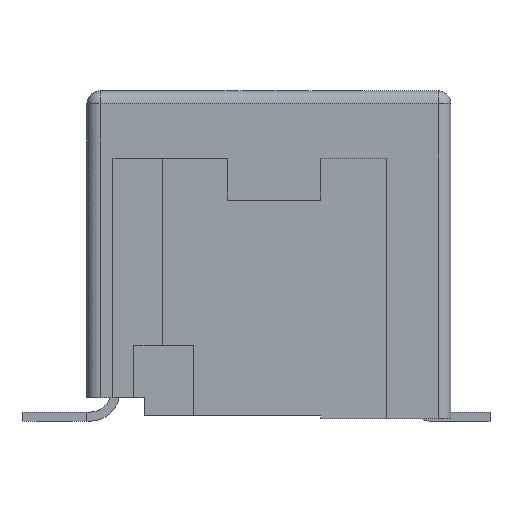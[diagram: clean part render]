
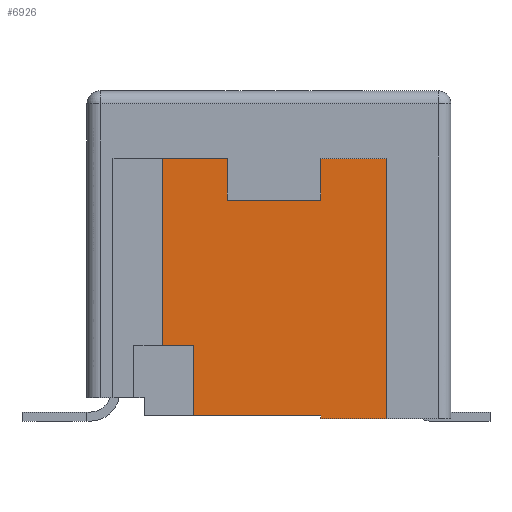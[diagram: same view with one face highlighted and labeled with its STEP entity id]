
A CAD part, left-side view. The second image highlights one B-rep face of the part: STEP entity #6926.
In plain terms, the highlighted planar face has unit normal (-1, 0, 0).
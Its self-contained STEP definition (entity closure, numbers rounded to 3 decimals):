
#190 = CARTESIAN_POINT ( 'NONE',  ( -6.675, 4.1, -9.8 ) ) ;
#404 = LINE ( 'NONE', #7204, #1530 ) ;
#438 = CARTESIAN_POINT ( 'NONE',  ( -6.675, 1.6, -2.6 ) ) ;
#507 = VECTOR ( 'NONE', #9371, 1000. ) ;
#569 = DIRECTION ( 'NONE',  ( 0., 0., 1. ) ) ;
#964 = VECTOR ( 'NONE', #10628, 1000. ) ;
#1150 = CARTESIAN_POINT ( 'NONE',  ( -6.675, 4.1, -9.8 ) ) ;
#1343 = CARTESIAN_POINT ( 'NONE',  ( -6.675, -2., -4.2 ) ) ;
#1398 = LINE ( 'NONE', #7791, #3297 ) ;
#1530 = VECTOR ( 'NONE', #5431, 1000. ) ;
#1819 = CARTESIAN_POINT ( 'NONE',  ( -6.675, -4.5, -2.6 ) ) ;
#1936 = ORIENTED_EDGE ( 'NONE', *, *, #2950, .T. ) ;
#1957 = VERTEX_POINT ( 'NONE', #4615 ) ;
#2110 = LINE ( 'NONE', #3632, #11224 ) ;
#2118 = LINE ( 'NONE', #5277, #964 ) ;
#2184 = VERTEX_POINT ( 'NONE', #7725 ) ;
#2242 = DIRECTION ( 'NONE',  ( 0., 0., 1. ) ) ;
#2268 = LINE ( 'NONE', #7034, #3865 ) ;
#2379 = VERTEX_POINT ( 'NONE', #6998 ) ;
#2429 = ORIENTED_EDGE ( 'NONE', *, *, #5955, .F. ) ;
#2596 = VERTEX_POINT ( 'NONE', #10059 ) ;
#2700 = ORIENTED_EDGE ( 'NONE', *, *, #5740, .F. ) ;
#2950 = EDGE_CURVE ( 'NONE', #1957, #4299, #3728, .T. ) ;
#3016 = AXIS2_PLACEMENT_3D ( 'NONE', #7031, #8829, #11526 ) ;
#3044 = VERTEX_POINT ( 'NONE', #6348 ) ;
#3107 = CARTESIAN_POINT ( 'NONE',  ( -6.675, -2., -2.6 ) ) ;
#3208 = LINE ( 'NONE', #3107, #10718 ) ;
#3230 = ORIENTED_EDGE ( 'NONE', *, *, #7636, .F. ) ;
#3246 = LINE ( 'NONE', #1150, #7192 ) ;
#3294 = VECTOR ( 'NONE', #9056, 1000. ) ;
#3297 = VECTOR ( 'NONE', #8721, 1000. ) ;
#3354 = ORIENTED_EDGE ( 'NONE', *, *, #10219, .T. ) ;
#3632 = CARTESIAN_POINT ( 'NONE',  ( -6.675, -2., -12.6 ) ) ;
#3728 = LINE ( 'NONE', #7230, #3294 ) ;
#3741 = LINE ( 'NONE', #190, #8980 ) ;
#3833 = CARTESIAN_POINT ( 'NONE',  ( -6.675, 4.1, -2.6 ) ) ;
#3865 = VECTOR ( 'NONE', #569, 1000. ) ;
#3981 = EDGE_CURVE ( 'NONE', #10502, #2596, #3246, .T. ) ;
#3982 = CARTESIAN_POINT ( 'NONE',  ( -6.675, -2., -12.5 ) ) ;
#3987 = LINE ( 'NONE', #4693, #8215 ) ;
#4213 = VERTEX_POINT ( 'NONE', #8847 ) ;
#4286 = VECTOR ( 'NONE', #4620, 1000. ) ;
#4299 = VERTEX_POINT ( 'NONE', #1819 ) ;
#4586 = EDGE_CURVE ( 'NONE', #2379, #5118, #3208, .T. ) ;
#4615 = CARTESIAN_POINT ( 'NONE',  ( -6.675, -4.5, -12.6 ) ) ;
#4620 = DIRECTION ( 'NONE',  ( 0., -1., 0. ) ) ;
#4693 = CARTESIAN_POINT ( 'NONE',  ( -6.675, 1.6, -2.6 ) ) ;
#4897 = ORIENTED_EDGE ( 'NONE', *, *, #6147, .F. ) ;
#5105 = LINE ( 'NONE', #3833, #507 ) ;
#5118 = VERTEX_POINT ( 'NONE', #1343 ) ;
#5277 = CARTESIAN_POINT ( 'NONE',  ( -6.675, -2., -2.6 ) ) ;
#5431 = DIRECTION ( 'NONE',  ( 0., 1., 0. ) ) ;
#5552 = ORIENTED_EDGE ( 'NONE', *, *, #11250, .F. ) ;
#5717 = ORIENTED_EDGE ( 'NONE', *, *, #10463, .F. ) ;
#5740 = EDGE_CURVE ( 'NONE', #7543, #4213, #2268, .T. ) ;
#5936 = ORIENTED_EDGE ( 'NONE', *, *, #9628, .T. ) ;
#5955 = EDGE_CURVE ( 'NONE', #3044, #6167, #2110, .T. ) ;
#6145 = CARTESIAN_POINT ( 'NONE',  ( -6.675, 2.9, -12.5 ) ) ;
#6147 = EDGE_CURVE ( 'NONE', #10150, #2184, #3987, .T. ) ;
#6167 = VERTEX_POINT ( 'NONE', #3982 ) ;
#6173 = ORIENTED_EDGE ( 'NONE', *, *, #3981, .F. ) ;
#6327 = CARTESIAN_POINT ( 'NONE',  ( -6.675, 4.1, -9.8 ) ) ;
#6348 = CARTESIAN_POINT ( 'NONE',  ( -6.675, -2., -12.6 ) ) ;
#6566 = FACE_OUTER_BOUND ( 'NONE', #8995, .T. ) ;
#6926 = ADVANCED_FACE ( 'NONE', ( #6566 ), #11598, .F. ) ;
#6998 = CARTESIAN_POINT ( 'NONE',  ( -6.675, -2., -2.6 ) ) ;
#7031 = CARTESIAN_POINT ( 'NONE',  ( -6.675, 4.1, -12.6 ) ) ;
#7034 = CARTESIAN_POINT ( 'NONE',  ( -6.675, 2.9, -12.5 ) ) ;
#7192 = VECTOR ( 'NONE', #2242, 1000. ) ;
#7204 = CARTESIAN_POINT ( 'NONE',  ( -6.675, -2., -12.5 ) ) ;
#7223 = DIRECTION ( 'NONE',  ( 0., 0., 1. ) ) ;
#7230 = CARTESIAN_POINT ( 'NONE',  ( -6.675, -4.5, -12.6 ) ) ;
#7543 = VERTEX_POINT ( 'NONE', #6145 ) ;
#7636 = EDGE_CURVE ( 'NONE', #2184, #5118, #7944, .T. ) ;
#7725 = CARTESIAN_POINT ( 'NONE',  ( -6.675, 1.6, -4.2 ) ) ;
#7791 = CARTESIAN_POINT ( 'NONE',  ( -6.675, -2., -12.6 ) ) ;
#7944 = LINE ( 'NONE', #10212, #4286 ) ;
#8215 = VECTOR ( 'NONE', #8354, 1000. ) ;
#8354 = DIRECTION ( 'NONE',  ( 0., 0., -1. ) ) ;
#8679 = ORIENTED_EDGE ( 'NONE', *, *, #4586, .T. ) ;
#8721 = DIRECTION ( 'NONE',  ( 0., -1., 0. ) ) ;
#8829 = DIRECTION ( 'NONE',  ( 1., 0., 0. ) ) ;
#8847 = CARTESIAN_POINT ( 'NONE',  ( -6.675, 2.9, -9.8 ) ) ;
#8980 = VECTOR ( 'NONE', #9426, 1000. ) ;
#8995 = EDGE_LOOP ( 'NONE', ( #4897, #5552, #6173, #5936, #2700, #5717, #2429, #3354, #1936, #10109, #8679, #3230 ) ) ;
#9056 = DIRECTION ( 'NONE',  ( 0., 0., 1. ) ) ;
#9371 = DIRECTION ( 'NONE',  ( 0., -1., 0. ) ) ;
#9394 = DIRECTION ( 'NONE',  ( 0., 0., -1. ) ) ;
#9426 = DIRECTION ( 'NONE',  ( 0., -1., 0. ) ) ;
#9628 = EDGE_CURVE ( 'NONE', #10502, #4213, #3741, .T. ) ;
#10059 = CARTESIAN_POINT ( 'NONE',  ( -6.675, 4.1, -2.6 ) ) ;
#10109 = ORIENTED_EDGE ( 'NONE', *, *, #10345, .F. ) ;
#10150 = VERTEX_POINT ( 'NONE', #438 ) ;
#10212 = CARTESIAN_POINT ( 'NONE',  ( -6.675, 1.6, -4.2 ) ) ;
#10219 = EDGE_CURVE ( 'NONE', #3044, #1957, #1398, .T. ) ;
#10345 = EDGE_CURVE ( 'NONE', #2379, #4299, #2118, .T. ) ;
#10463 = EDGE_CURVE ( 'NONE', #6167, #7543, #404, .T. ) ;
#10502 = VERTEX_POINT ( 'NONE', #6327 ) ;
#10628 = DIRECTION ( 'NONE',  ( 0., -1., 0. ) ) ;
#10718 = VECTOR ( 'NONE', #9394, 1000. ) ;
#11224 = VECTOR ( 'NONE', #7223, 1000. ) ;
#11250 = EDGE_CURVE ( 'NONE', #2596, #10150, #5105, .T. ) ;
#11526 = DIRECTION ( 'NONE',  ( 0., 1., 0. ) ) ;
#11598 = PLANE ( 'NONE',  #3016 ) ;
